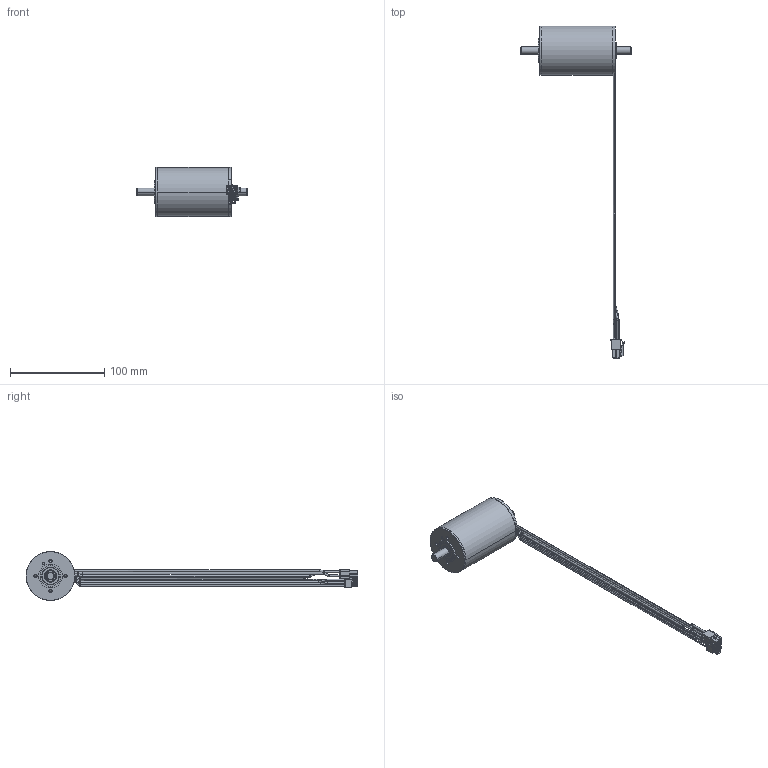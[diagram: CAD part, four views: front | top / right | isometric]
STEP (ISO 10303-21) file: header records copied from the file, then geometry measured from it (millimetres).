
FILE_DESCRIPTION((''),'2;1');
FILE_NAME('ECI52','2017-05-11T',('mmagpetk'),(''),'CREO PARAMETRIC BY PTC INC, 2016050','CREO PARAMETRIC BY PTC INC, 2016050','');
FILE_SCHEMA(('CONFIG_CONTROL_DESIGN'));
Length unit declared in the file: millimetre
Products named in the file (1): ECI52
Bounding box: 116.8 x 352.14 x 52 mm (x, y, z)
Volume: 179443.3 mm3; surface area: 34909.5 mm2
Topology: 1 solids, 1 shells, 747 faces, 1971 edges, 1226 vertices
Faces by surface type: plane 423, cylinder 183, torus 84, cone 57
Entity records: 34843 total; most frequent: CARTESIAN_POINT 5756, ORIENTED_EDGE 3890, DIRECTION 3819, PRESENTATION_STYLE_ASSIGNMENT 2465, STYLED_ITEM 1946, CURVE_STYLE 1945, EDGE_CURVE 1945, VECTOR 1323
